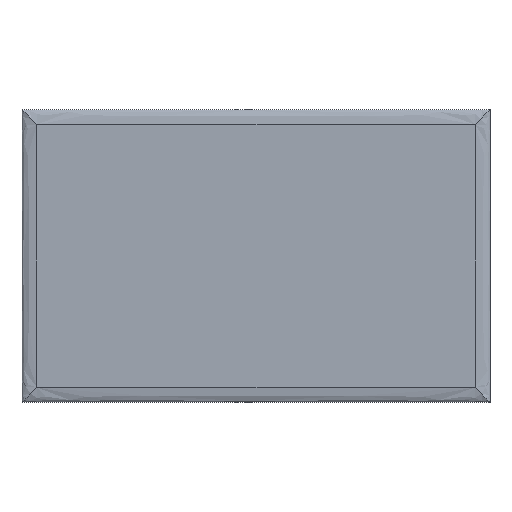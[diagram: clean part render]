
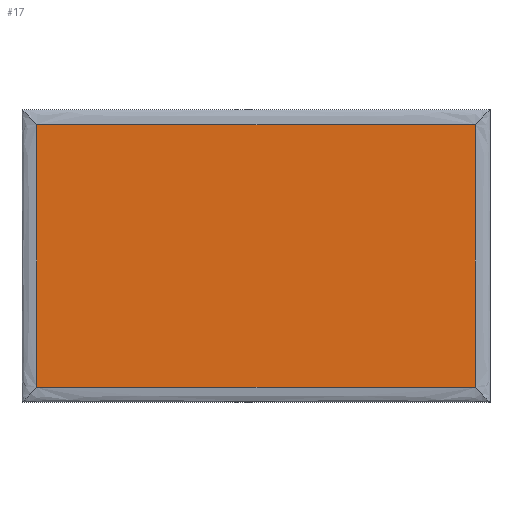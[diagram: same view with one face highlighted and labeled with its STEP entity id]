
A CAD part, top view. The second image highlights one B-rep face of the part: STEP entity #17.
In plain terms, the highlighted free-form (B-spline) face has degree [1, 1] with [2, 2] control points.
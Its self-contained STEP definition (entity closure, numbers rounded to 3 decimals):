
#17 = ADVANCED_FACE('',(#18),#56,.T.);
#18 = FACE_BOUND('',#19,.T.);
#19 = EDGE_LOOP('',(#20,#31,#40,#49));
#20 = ORIENTED_EDGE('',*,*,#21,.T.);
#21 = EDGE_CURVE('',#22,#24,#26,.T.);
#22 = VERTEX_POINT('',#23);
#23 = CARTESIAN_POINT('',(47.852,28.711,1.868)
  );
#24 = VERTEX_POINT('',#25);
#25 = CARTESIAN_POINT('',(-47.852,28.711,1.868)
  );
#26 = B_SPLINE_CURVE_WITH_KNOTS('',3,(#27,#28,#29,#30),.UNSPECIFIED.,.F.
  ,.F.,(4,4),(0.,1.),.PIECEWISE_BEZIER_KNOTS.);
#27 = CARTESIAN_POINT('',(47.852,28.711,1.868)
  );
#28 = CARTESIAN_POINT('',(15.951,28.711,1.868)
  );
#29 = CARTESIAN_POINT('',(-15.951,28.711,1.868)
  );
#30 = CARTESIAN_POINT('',(-47.852,28.711,1.868)
  );
#31 = ORIENTED_EDGE('',*,*,#32,.T.);
#32 = EDGE_CURVE('',#24,#33,#35,.T.);
#33 = VERTEX_POINT('',#34);
#34 = CARTESIAN_POINT('',(-47.852,-28.711,1.868)
  );
#35 = B_SPLINE_CURVE_WITH_KNOTS('',3,(#36,#37,#38,#39),.UNSPECIFIED.,.F.
  ,.F.,(4,4),(0.,1.),.PIECEWISE_BEZIER_KNOTS.);
#36 = CARTESIAN_POINT('',(-47.852,28.711,1.868)
  );
#37 = CARTESIAN_POINT('',(-47.852,9.57,1.868)
  );
#38 = CARTESIAN_POINT('',(-47.852,-9.57,1.868)
  );
#39 = CARTESIAN_POINT('',(-47.852,-28.711,1.868)
  );
#40 = ORIENTED_EDGE('',*,*,#41,.T.);
#41 = EDGE_CURVE('',#33,#42,#44,.T.);
#42 = VERTEX_POINT('',#43);
#43 = CARTESIAN_POINT('',(47.852,-28.711,1.868)
  );
#44 = B_SPLINE_CURVE_WITH_KNOTS('',3,(#45,#46,#47,#48),.UNSPECIFIED.,.F.
  ,.F.,(4,4),(0.,1.),.PIECEWISE_BEZIER_KNOTS.);
#45 = CARTESIAN_POINT('',(-47.852,-28.711,1.868)
  );
#46 = CARTESIAN_POINT('',(-15.951,-28.711,1.868)
  );
#47 = CARTESIAN_POINT('',(15.951,-28.711,1.868)
  );
#48 = CARTESIAN_POINT('',(47.852,-28.711,1.868)
  );
#49 = ORIENTED_EDGE('',*,*,#50,.T.);
#50 = EDGE_CURVE('',#42,#22,#51,.T.);
#51 = B_SPLINE_CURVE_WITH_KNOTS('',3,(#52,#53,#54,#55),.UNSPECIFIED.,.F.
  ,.F.,(4,4),(0.,1.),.PIECEWISE_BEZIER_KNOTS.);
#52 = CARTESIAN_POINT('',(47.852,-28.711,1.868)
  );
#53 = CARTESIAN_POINT('',(47.852,-9.57,1.868)
  );
#54 = CARTESIAN_POINT('',(47.852,9.57,1.868)
  );
#55 = CARTESIAN_POINT('',(47.852,28.711,1.868)
  );
#56 = B_SPLINE_SURFACE_WITH_KNOTS('',1,1,(
    (#57,#58)
    ,(#59,#60
    )),.UNSPECIFIED.,.F.,.F.,.F.,(2,2),(2,2),(-51.25,51.25),(-30.75,
    30.75),.PIECEWISE_BEZIER_KNOTS.);
#57 = CARTESIAN_POINT('',(-47.852,-28.711,1.868)
  );
#58 = CARTESIAN_POINT('',(-47.852,28.711,1.868)
  );
#59 = CARTESIAN_POINT('',(47.852,-28.711,1.868)
  );
#60 = CARTESIAN_POINT('',(47.852,28.711,1.868)
  );
